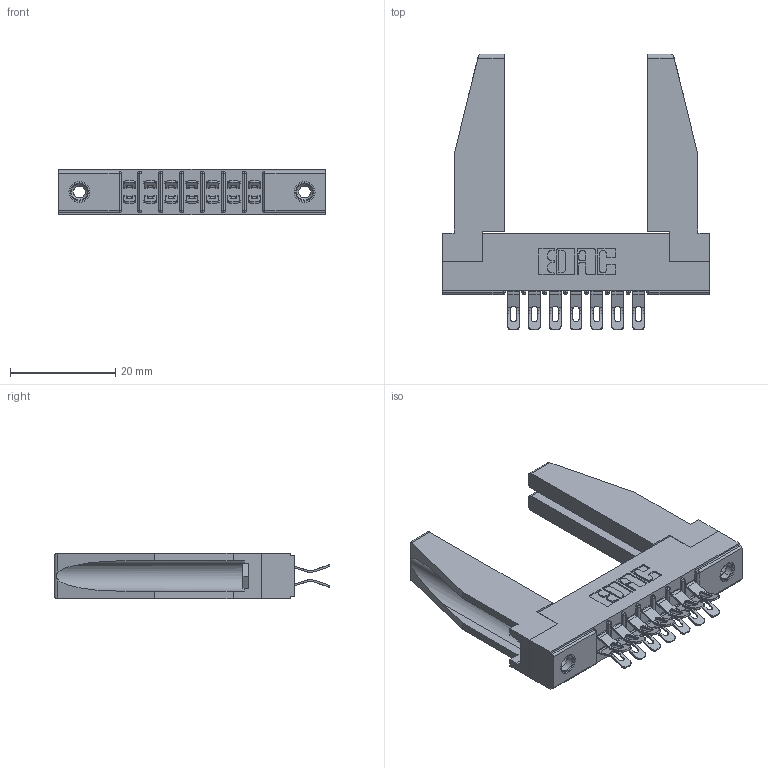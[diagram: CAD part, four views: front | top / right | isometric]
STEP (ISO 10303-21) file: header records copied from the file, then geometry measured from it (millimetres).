
FILE_DESCRIPTION (( 'STEP AP203' ), '1' );
FILE_NAME ('305-014-555-578.STEP', '2019-09-09T11:57:32', ( '' ), ( '' ), 'SwSTEP 2.0', 'SolidWorks 2016', '' );
FILE_SCHEMA (( 'CONFIG_CONTROL_DESIGN' ));
Length unit declared in the file: inch
Products named in the file (5): 305-290-001_555; 345-250-001_345-250-001-102; 305 Part_.156 Dia; 307-220-078; 305-014-555-578
Assembly tree (19 placements, depth 2):
  305-014-555-578
    305 Part_.156 Dia
    305-290-001_555  x14
    345-250-001_345-250-001-102  x2
    307-220-078  x2
Bounding box: 50.75 x 52.45 x 8.71 mm (x, y, z)
Volume: 7135 mm3; surface area: 9354.4 mm2
Topology: 19 solids, 19 shells, 1170 faces, 3411 edges, 2226 vertices
Faces by surface type: plane 600, cylinder 526, sphere 28, cone 12, torus 4
Entity records: 14903 total; most frequent: CARTESIAN_POINT 2491, ORIENTED_EDGE 2416, DIRECTION 2390, EDGE_CURVE 1208, LINE 916, VECTOR 916, VERTEX_POINT 780, AXIS2_PLACEMENT_3D 737
